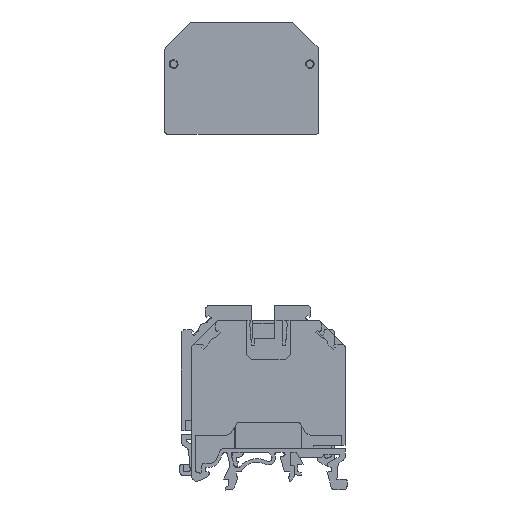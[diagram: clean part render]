
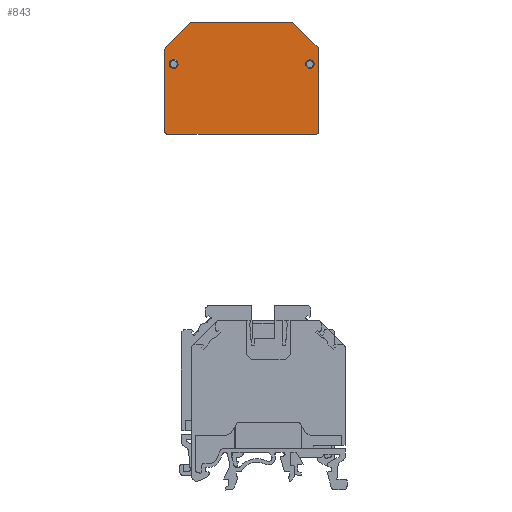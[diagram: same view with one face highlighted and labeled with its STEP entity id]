
A CAD part, front view. The second image highlights one B-rep face of the part: STEP entity #843.
In plain terms, the highlighted planar face has unit normal (0, -1, 0).
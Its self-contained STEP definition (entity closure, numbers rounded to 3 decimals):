
#843 = ADVANCED_FACE( '', ( #1794, #1795, #1796 ), #1797, .F. );
#1794 = FACE_BOUND( '', #2851, .T. );
#1795 = FACE_BOUND( '', #2852, .T. );
#1796 = FACE_OUTER_BOUND( '', #2853, .T. );
#1797 = PLANE( '', #2854 );
#2851 = EDGE_LOOP( '', ( #5462 ) );
#2852 = EDGE_LOOP( '', ( #5463 ) );
#2853 = EDGE_LOOP( '', ( #5464, #5465, #5466, #5467, #5468, #5469, #5470, #5471, #5472, #5473, #5474, #5475 ) );
#2854 = AXIS2_PLACEMENT_3D( '', #5476, #5477, #5478 );
#5462 = ORIENTED_EDGE( '', *, *, #6699, .T. );
#5463 = ORIENTED_EDGE( '', *, *, #7265, .T. );
#5464 = ORIENTED_EDGE( '', *, *, #7329, .F. );
#5465 = ORIENTED_EDGE( '', *, *, #7330, .F. );
#5466 = ORIENTED_EDGE( '', *, *, #6594, .F. );
#5467 = ORIENTED_EDGE( '', *, *, #7062, .F. );
#5468 = ORIENTED_EDGE( '', *, *, #7324, .F. );
#5469 = ORIENTED_EDGE( '', *, *, #6707, .F. );
#5470 = ORIENTED_EDGE( '', *, *, #7331, .F. );
#5471 = ORIENTED_EDGE( '', *, *, #6393, .F. );
#5472 = ORIENTED_EDGE( '', *, *, #6383, .F. );
#5473 = ORIENTED_EDGE( '', *, *, #7332, .F. );
#5474 = ORIENTED_EDGE( '', *, *, #7333, .F. );
#5475 = ORIENTED_EDGE( '', *, *, #6908, .F. );
#5476 = CARTESIAN_POINT( '', ( -25.043, 0., 70.732 ) );
#5477 = DIRECTION( '', ( 0., 1., 0. ) );
#5478 = DIRECTION( '', ( 0., 0., 1. ) );
#6383 = EDGE_CURVE( '', #7692, #7693, #7694, .T. );
#6393 = EDGE_CURVE( '', #7693, #7710, #7711, .T. );
#6594 = EDGE_CURVE( '', #8054, #8055, #8056, .T. );
#6699 = EDGE_CURVE( '', #8226, #8226, #8227, .T. );
#6707 = EDGE_CURVE( '', #8238, #8239, #8240, .T. );
#6908 = EDGE_CURVE( '', #8550, #8551, #8552, .T. );
#7062 = EDGE_CURVE( '', #8779, #8054, #8780, .T. );
#7265 = EDGE_CURVE( '', #9048, #9048, #9049, .T. );
#7324 = EDGE_CURVE( '', #8239, #8779, #9119, .T. );
#7329 = EDGE_CURVE( '', #9124, #8550, #9125, .T. );
#7330 = EDGE_CURVE( '', #8055, #9124, #9126, .T. );
#7331 = EDGE_CURVE( '', #7710, #8238, #9127, .T. );
#7332 = EDGE_CURVE( '', #9128, #7692, #9129, .T. );
#7333 = EDGE_CURVE( '', #8551, #9128, #9130, .T. );
#7692 = VERTEX_POINT( '', #9560 );
#7693 = VERTEX_POINT( '', #9561 );
#7694 = LINE( '', #9562, #9563 );
#7710 = VERTEX_POINT( '', #9586 );
#7711 = CIRCLE( '', #9587, 0.5 );
#8054 = VERTEX_POINT( '', #10044 );
#8055 = VERTEX_POINT( '', #10045 );
#8056 = LINE( '', #10046, #10047 );
#8226 = VERTEX_POINT( '', #10280 );
#8227 = CIRCLE( '', #10281, 1.2 );
#8238 = VERTEX_POINT( '', #10295 );
#8239 = VERTEX_POINT( '', #10296 );
#8240 = CIRCLE( '', #10297, 0.5 );
#8550 = VERTEX_POINT( '', #10715 );
#8551 = VERTEX_POINT( '', #10716 );
#8552 = CIRCLE( '', #10717, 0.5 );
#8779 = VERTEX_POINT( '', #11031 );
#8780 = CIRCLE( '', #11032, 0.5 );
#9048 = VERTEX_POINT( '', #11422 );
#9049 = CIRCLE( '', #11423, 1.2 );
#9119 = LINE( '', #11519, #11520 );
#9124 = VERTEX_POINT( '', #11526 );
#9125 = LINE( '', #11527, #11528 );
#9126 = CIRCLE( '', #11529, 0.5 );
#9127 = LINE( '', #11530, #11531 );
#9128 = VERTEX_POINT( '', #11532 );
#9129 = CIRCLE( '', #11533, 0.5 );
#9130 = LINE( '', #11534, #11535 );
#9560 = CARTESIAN_POINT( '', ( -25.397, 0., 94.089 ) );
#9561 = CARTESIAN_POINT( '', ( -18.4, 0., 101.086 ) );
#9562 = CARTESIAN_POINT( '', ( -25.397, 0., 94.089 ) );
#9563 = VECTOR( '', #11883, 1000. );
#9586 = CARTESIAN_POINT( '', ( -18.046, 0., 101.232 ) );
#9587 = AXIS2_PLACEMENT_3D( '', #11891, #11892, #11893 );
#10044 = CARTESIAN_POINT( '', ( 16.957, 0., 93.735 ) );
#10045 = CARTESIAN_POINT( '', ( 16.957, 0., 70.732 ) );
#10046 = CARTESIAN_POINT( '', ( 16.957, 0., 93.735 ) );
#10047 = VECTOR( '', #12137, 1000. );
#10280 = CARTESIAN_POINT( '', ( 14.543, 0., 90.767 ) );
#10281 = AXIS2_PLACEMENT_3D( '', #12255, #12256, #12257 );
#10295 = CARTESIAN_POINT( '', ( 9.46, 0., 101.232 ) );
#10296 = CARTESIAN_POINT( '', ( 9.813, 0., 101.086 ) );
#10297 = AXIS2_PLACEMENT_3D( '', #12264, #12265, #12266 );
#10715 = CARTESIAN_POINT( '', ( -25.043, 0., 70.232 ) );
#10716 = CARTESIAN_POINT( '', ( -25.543, 0., 70.732 ) );
#10717 = AXIS2_PLACEMENT_3D( '', #12519, #12520, #12521 );
#11031 = CARTESIAN_POINT( '', ( 16.81, 0., 94.089 ) );
#11032 = AXIS2_PLACEMENT_3D( '', #12741, #12742, #12743 );
#11422 = CARTESIAN_POINT( '', ( -23.129, 0., 90.767 ) );
#11423 = AXIS2_PLACEMENT_3D( '', #12968, #12969, #12970 );
#11519 = CARTESIAN_POINT( '', ( 9.813, 0., 101.086 ) );
#11520 = VECTOR( '', #13018, 1000. );
#11526 = CARTESIAN_POINT( '', ( 16.457, 0., 70.232 ) );
#11527 = CARTESIAN_POINT( '', ( -25.043, 0., 70.232 ) );
#11528 = VECTOR( '', #13020, 1000. );
#11529 = AXIS2_PLACEMENT_3D( '', #13021, #13022, #13023 );
#11530 = CARTESIAN_POINT( '', ( -18.046, 0., 101.232 ) );
#11531 = VECTOR( '', #13024, 1000. );
#11532 = CARTESIAN_POINT( '', ( -25.543, 0., 93.735 ) );
#11533 = AXIS2_PLACEMENT_3D( '', #13025, #13026, #13027 );
#11534 = CARTESIAN_POINT( '', ( -25.543, 0., 70.732 ) );
#11535 = VECTOR( '', #13028, 1000. );
#11883 = DIRECTION( '', ( 0.707, 0., 0.707 ) );
#11891 = CARTESIAN_POINT( '', ( -18.046, 0., 100.732 ) );
#11892 = DIRECTION( '', ( 0., 1., 0. ) );
#11893 = DIRECTION( '', ( 0., 0., -1. ) );
#12137 = DIRECTION( '', ( 0., 0., -1. ) );
#12255 = CARTESIAN_POINT( '', ( 14.543, 0., 89.567 ) );
#12256 = DIRECTION( '', ( 0., 1., 0. ) );
#12257 = DIRECTION( '', ( 0., 0., 1. ) );
#12264 = CARTESIAN_POINT( '', ( 9.46, 0., 100.732 ) );
#12265 = DIRECTION( '', ( 0., 1., 0. ) );
#12266 = DIRECTION( '', ( 0., 0., 1. ) );
#12519 = CARTESIAN_POINT( '', ( -25.043, 0., 70.732 ) );
#12520 = DIRECTION( '', ( 0., 1., 0. ) );
#12521 = DIRECTION( '', ( 0., 0., 1. ) );
#12741 = CARTESIAN_POINT( '', ( 16.457, 0., 93.735 ) );
#12742 = DIRECTION( '', ( 0., 1., 0. ) );
#12743 = DIRECTION( '', ( 0., 0., 1. ) );
#12968 = CARTESIAN_POINT( '', ( -23.129, 0., 89.567 ) );
#12969 = DIRECTION( '', ( 0., 1., 0. ) );
#12970 = DIRECTION( '', ( 0., 0., 1. ) );
#13018 = DIRECTION( '', ( 0.707, 0., -0.707 ) );
#13020 = DIRECTION( '', ( -1., 0., 0. ) );
#13021 = CARTESIAN_POINT( '', ( 16.457, 0., 70.732 ) );
#13022 = DIRECTION( '', ( 0., 1., 0. ) );
#13023 = DIRECTION( '', ( 0., 0., 1. ) );
#13024 = DIRECTION( '', ( 1., 0., 0. ) );
#13025 = CARTESIAN_POINT( '', ( -25.043, 0., 93.735 ) );
#13026 = DIRECTION( '', ( 0., 1., 0. ) );
#13027 = DIRECTION( '', ( 0., 0., 1. ) );
#13028 = DIRECTION( '', ( 0., 0., 1. ) );
